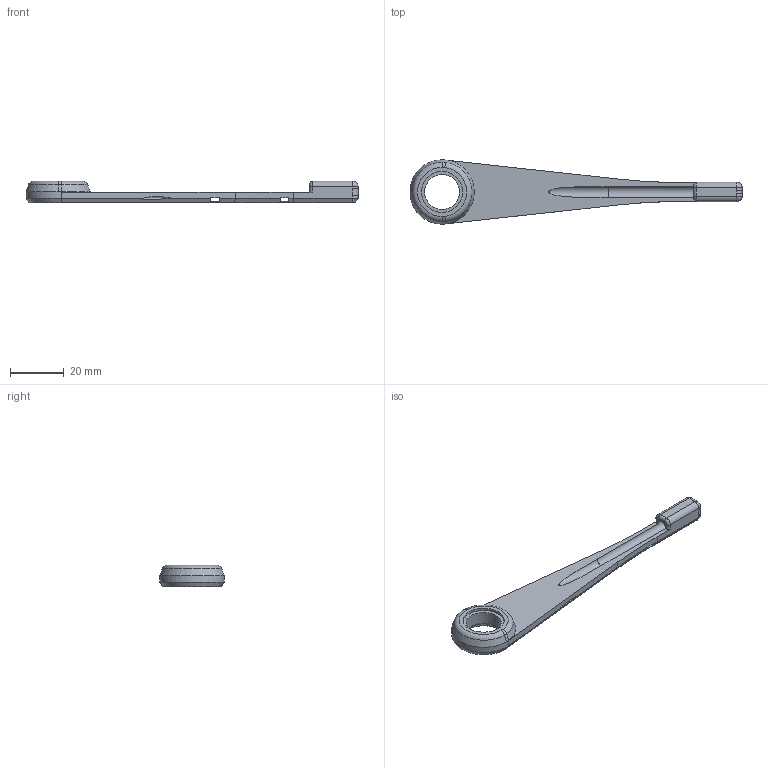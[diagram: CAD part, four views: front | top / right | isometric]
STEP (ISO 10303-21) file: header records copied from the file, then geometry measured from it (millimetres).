
FILE_DESCRIPTION(('FreeCAD Model'),'2;1');
FILE_NAME('Open CASCADE Shape Model','2025-12-21T01:56:31',( 'Lucas Langner'),('lionbit.com'),'Open CASCADE STEP processor 7.9', 'FreeCAD','Unknown');
FILE_SCHEMA(('AUTOMOTIVE_DESIGN { 1 0 10303 214 1 1 1 1 }'));
Length unit declared in the file: millimetre
Products named in the file (1): PTFE_Guide
Bounding box: 124 x 24 x 8 mm (x, y, z)
Volume: 6717.3 mm3; surface area: 5316 mm2
Topology: 1 solids, 1 shells, 72 faces, 191 edges, 115 vertices
Faces by surface type: plane 29, cylinder 20, cone 10, torus 7, bspline 4, sphere 2
Full cylindrical faces by diameter (mm): 1.1 x2, 4.1 x1, 13 x1, 15.4 x2, 24 x1
Entity records: 2452 total; most frequent: CARTESIAN_POINT 640, DIRECTION 391, ORIENTED_EDGE 378, EDGE_CURVE 189, AXIS2_PLACEMENT_3D 147, VERTEX_POINT 115, LINE 97, VECTOR 97
